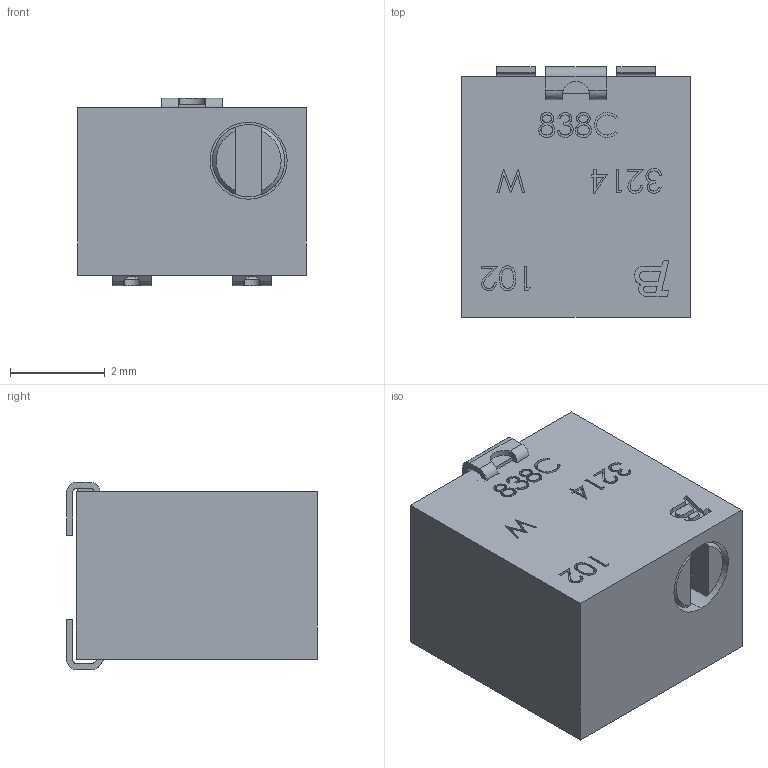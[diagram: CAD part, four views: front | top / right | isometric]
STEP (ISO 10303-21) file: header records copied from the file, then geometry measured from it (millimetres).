
FILE_DESCRIPTION (( 'STEP AP214' ), '1' );
FILE_NAME ('3214W-1-102G.STEP', '2022-11-24T03:28:49', ( '' ), ( '' ), 'SwSTEP 2.0', 'SolidWorks 2022', '' );
FILE_SCHEMA (( 'AUTOMOTIVE_DESIGN' ));
Length unit declared in the file: inch
Products named in the file (2): 3214W; 3214W-1-102G
Assembly tree (1 placements, depth 2):
  3214W-1-102G
    3214W
Bounding box: 4.83 x 5.28 x 3.96 mm (x, y, z)
Volume: 86.6 mm3; surface area: 147.5 mm2
Topology: 2 solids, 2 shells, 310 faces, 846 edges, 558 vertices
Faces by surface type: plane 169, bspline 105, cylinder 34, cone 2
Entity records: 16066 total; most frequent: CARTESIAN_POINT 8102, ORIENTED_EDGE 1692, DIRECTION 1110, EDGE_CURVE 846, LINE 560, VECTOR 560, VERTEX_POINT 558, EDGE_LOOP 338
